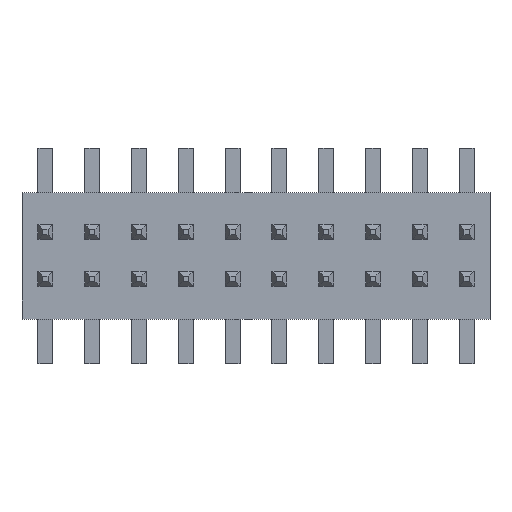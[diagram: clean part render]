
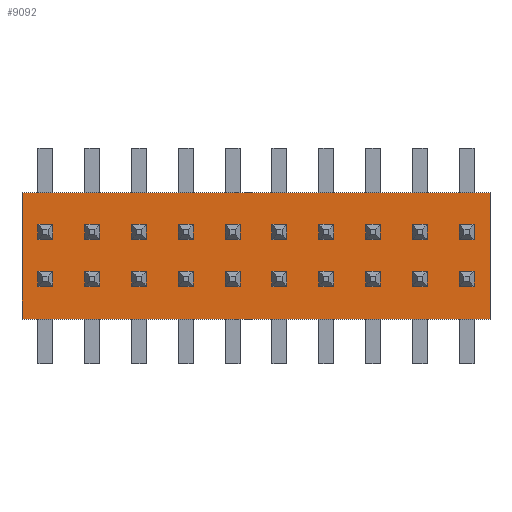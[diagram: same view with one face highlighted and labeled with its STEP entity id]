
A CAD part, top view. The second image highlights one B-rep face of the part: STEP entity #9092.
In plain terms, the highlighted face is planar.
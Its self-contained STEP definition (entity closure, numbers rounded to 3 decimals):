
#8960 = EDGE_CURVE('',#8961,#8963,#8965,.T.);
#8961 = VERTEX_POINT('',#8962);
#8962 = CARTESIAN_POINT('',(-6.35,1.753,-1.715));
#8963 = VERTEX_POINT('',#8964);
#8964 = CARTESIAN_POINT('',(-6.35,1.753,1.715));
#8965 = LINE('',#8966,#8967);
#8966 = CARTESIAN_POINT('',(-6.35,1.753,-1.715));
#8967 = VECTOR('',#8968,1.);
#8968 = DIRECTION('',(0.,0.,1.));
#9000 = EDGE_CURVE('',#8963,#9001,#9003,.T.);
#9001 = VERTEX_POINT('',#9002);
#9002 = CARTESIAN_POINT('',(6.35,1.753,1.715));
#9003 = LINE('',#9004,#9005);
#9004 = CARTESIAN_POINT('',(-6.35,1.753,1.715));
#9005 = VECTOR('',#9006,1.);
#9006 = DIRECTION('',(1.,0.,0.));
#9031 = EDGE_CURVE('',#9001,#9032,#9034,.T.);
#9032 = VERTEX_POINT('',#9033);
#9033 = CARTESIAN_POINT('',(6.35,1.753,-1.715));
#9034 = LINE('',#9035,#9036);
#9035 = CARTESIAN_POINT('',(6.35,1.753,1.715));
#9036 = VECTOR('',#9037,1.);
#9037 = DIRECTION('',(0.,0.,-1.));
#9062 = EDGE_CURVE('',#9032,#8961,#9063,.T.);
#9063 = LINE('',#9064,#9065);
#9064 = CARTESIAN_POINT('',(6.35,1.753,-1.715));
#9065 = VECTOR('',#9066,1.);
#9066 = DIRECTION('',(-1.,0.,0.));
#9092 = ADVANCED_FACE('',(#9093),#9099,.T.);
#9093 = FACE_BOUND('',#9094,.T.);
#9094 = EDGE_LOOP('',(#9095,#9096,#9097,#9098));
#9095 = ORIENTED_EDGE('',*,*,#8960,.T.);
#9096 = ORIENTED_EDGE('',*,*,#9000,.T.);
#9097 = ORIENTED_EDGE('',*,*,#9031,.T.);
#9098 = ORIENTED_EDGE('',*,*,#9062,.T.);
#9099 = PLANE('',#9100);
#9100 = AXIS2_PLACEMENT_3D('',#9101,#9102,#9103);
#9101 = CARTESIAN_POINT('',(0.,1.753,0.));
#9102 = DIRECTION('',(0.,1.,0.));
#9103 = DIRECTION('',(0.,-0.,1.));
